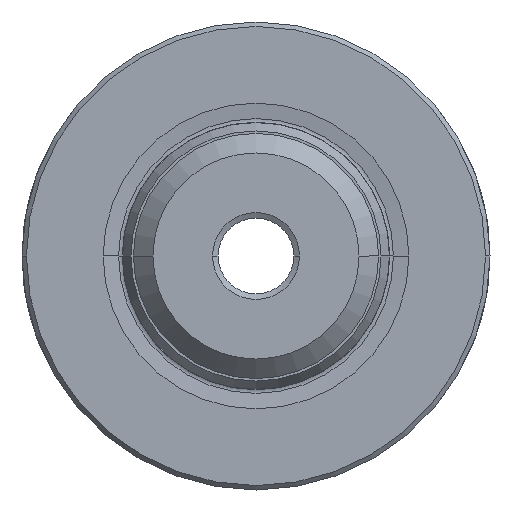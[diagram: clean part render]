
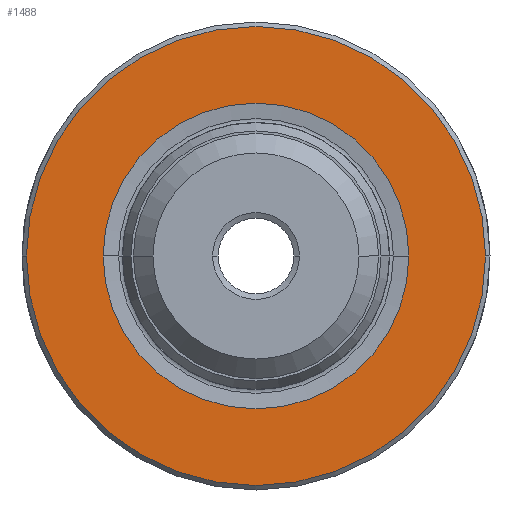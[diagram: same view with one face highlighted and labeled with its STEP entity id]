
A CAD part, left-side view. The second image highlights one B-rep face of the part: STEP entity #1488.
In plain terms, the highlighted planar face has unit normal (-1, 0, 0).
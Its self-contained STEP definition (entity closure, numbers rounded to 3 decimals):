
#107 = AXIS2_PLACEMENT_3D ( 'NONE', #1584, #712, #1694 ) ;
#270 = AXIS2_PLACEMENT_3D ( 'NONE', #952, #789, #1350 ) ;
#303 = EDGE_CURVE ( 'NONE', #1353, #802, #558, .T. ) ;
#345 = CIRCLE ( 'NONE', #1963, 13.715 ) ;
#355 = AXIS2_PLACEMENT_3D ( 'NONE', #482, #538, #555 ) ;
#397 = CIRCLE ( 'NONE', #107, 20.6 ) ;
#399 = EDGE_CURVE ( 'NONE', #1298, #530, #489, .T. ) ;
#442 = CARTESIAN_POINT ( 'NONE',  ( 0., -13.715, 0. ) ) ;
#446 = FACE_BOUND ( 'NONE', #943, .T. ) ;
#482 = CARTESIAN_POINT ( 'NONE',  ( 0., 0., 0. ) ) ;
#489 = CIRCLE ( 'NONE', #270, 20.6 ) ;
#530 = VERTEX_POINT ( 'NONE', #1475 ) ;
#534 = EDGE_CURVE ( 'NONE', #530, #1298, #397, .T. ) ;
#538 = DIRECTION ( 'NONE',  ( 1., 0., 0. ) ) ;
#555 = DIRECTION ( 'NONE',  ( 0., 1., 0. ) ) ;
#558 = CIRCLE ( 'NONE', #355, 13.715 ) ;
#571 = EDGE_LOOP ( 'NONE', ( #955, #607 ) ) ;
#607 = ORIENTED_EDGE ( 'NONE', *, *, #534, .F. ) ;
#655 = EDGE_CURVE ( 'NONE', #802, #1353, #345, .T. ) ;
#712 = DIRECTION ( 'NONE',  ( 1., 0., 0. ) ) ;
#748 = CARTESIAN_POINT ( 'NONE',  ( 0., 20.6, 0. ) ) ;
#775 = FACE_OUTER_BOUND ( 'NONE', #571, .T. ) ;
#789 = DIRECTION ( 'NONE',  ( 1., 0., 0. ) ) ;
#792 = ORIENTED_EDGE ( 'NONE', *, *, #655, .T. ) ;
#796 = CARTESIAN_POINT ( 'NONE',  ( 0., 13.715, 0. ) ) ;
#802 = VERTEX_POINT ( 'NONE', #796 ) ;
#943 = EDGE_LOOP ( 'NONE', ( #1141, #792 ) ) ;
#952 = CARTESIAN_POINT ( 'NONE',  ( 0., 0., 0. ) ) ;
#955 = ORIENTED_EDGE ( 'NONE', *, *, #399, .F. ) ;
#979 = DIRECTION ( 'NONE',  ( 1., 0., 0. ) ) ;
#1141 = ORIENTED_EDGE ( 'NONE', *, *, #303, .T. ) ;
#1204 = PLANE ( 'NONE',  #1947 ) ;
#1298 = VERTEX_POINT ( 'NONE', #748 ) ;
#1350 = DIRECTION ( 'NONE',  ( 0., 1., 0. ) ) ;
#1353 = VERTEX_POINT ( 'NONE', #442 ) ;
#1372 = DIRECTION ( 'NONE',  ( 0., -1., 0. ) ) ;
#1475 = CARTESIAN_POINT ( 'NONE',  ( 0., -20.6, 0. ) ) ;
#1488 = ADVANCED_FACE ( 'NONE', ( #446, #775 ), #1204, .T. ) ;
#1584 = CARTESIAN_POINT ( 'NONE',  ( 0., 0., 0. ) ) ;
#1694 = DIRECTION ( 'NONE',  ( 0., 1., 0. ) ) ;
#1702 = DIRECTION ( 'NONE',  ( 0., 1., 0. ) ) ;
#1741 = CARTESIAN_POINT ( 'NONE',  ( 0., 0., 0. ) ) ;
#1846 = CARTESIAN_POINT ( 'NONE',  ( 0., 13.715, 0. ) ) ;
#1925 = DIRECTION ( 'NONE',  ( -1., 0., 0. ) ) ;
#1947 = AXIS2_PLACEMENT_3D ( 'NONE', #1846, #1925, #1372 ) ;
#1963 = AXIS2_PLACEMENT_3D ( 'NONE', #1741, #979, #1702 ) ;
